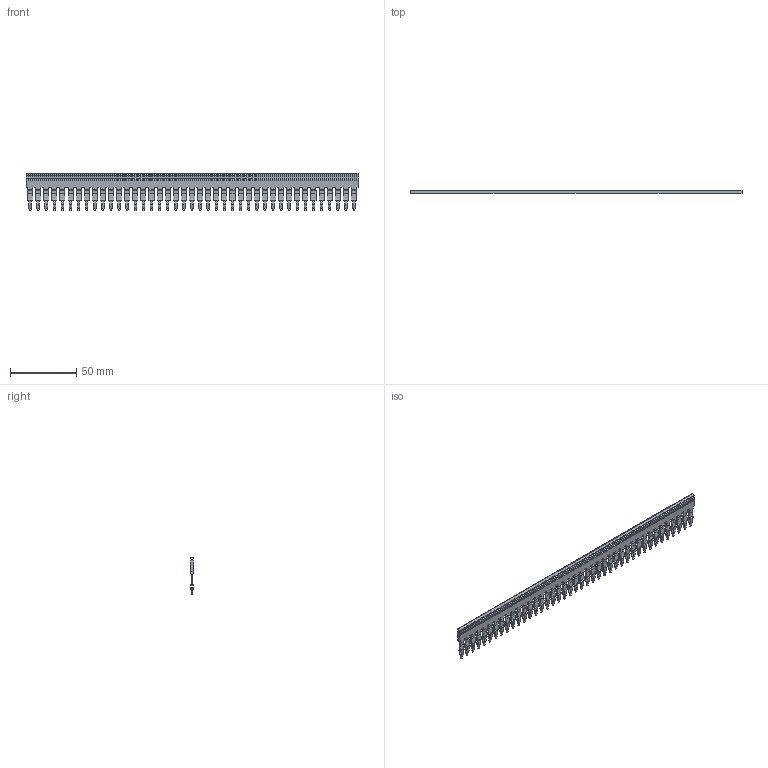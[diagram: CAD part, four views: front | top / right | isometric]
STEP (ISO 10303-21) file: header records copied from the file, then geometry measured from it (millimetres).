
FILE_DESCRIPTION(('CATIA V5 STEP Exchange','CAx-IF Rec.Pracs.--- Model Styling and Organization---1.4--- 2014-01-23'),'2;1');
FILE_NAME ('1456990-3_1', '2023-03-23T11:09:06+00:00', ('none'), ('Weidmueller'), 'CATIA Version 5-6 Release 2016 SP3 HF44', 'CATIA V5 STEP AP214', 'none');
FILE_SCHEMA(('AUTOMOTIVE_DESIGN { 1 0 10303 214 1 1 1 1 }'));
Length unit declared in the file: millimetre
Products named in the file (1): 2883810000
Bounding box: 250.08 x 2.8 x 27.95 mm (x, y, z)
Volume: 7569.2 mm3; surface area: 15921.9 mm2
Topology: 42 solids, 42 shells, 1753 faces, 5373 edges, 3622 vertices
Faces by surface type: plane 1668, cylinder 85
Entity records: 53015 total; most frequent: ORIENTED_EDGE 10746, CARTESIAN_POINT 9543, DIRECTION 6467, EDGE_CURVE 5373, VECTOR 5203, LINE 5203, VERTEX_POINT 3622, ADVANCED_FACE 1753
